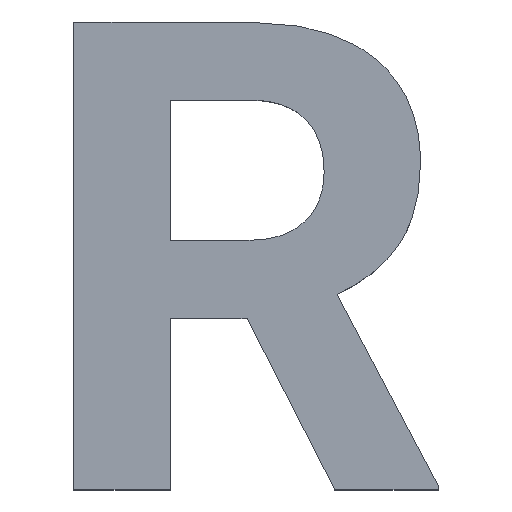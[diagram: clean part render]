
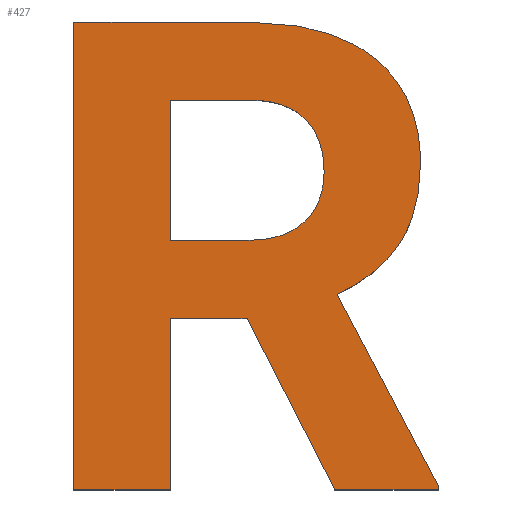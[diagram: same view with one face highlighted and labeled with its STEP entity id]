
A CAD part, top view. The second image highlights one B-rep face of the part: STEP entity #427.
In plain terms, the highlighted planar face has unit normal (0, 0, 1).
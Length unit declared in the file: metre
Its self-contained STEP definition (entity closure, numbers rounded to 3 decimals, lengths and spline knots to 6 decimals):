
#12=B_SPLINE_CURVE_WITH_KNOTS('',2,(#559,#560,#561),.UNSPECIFIED.,.F.,.F.,
(3,3),(0.,1.),.PIECEWISE_BEZIER_KNOTS.);
#14=B_SPLINE_CURVE_WITH_KNOTS('',2,(#576,#577,#578),.UNSPECIFIED.,.F.,.F.,
(3,3),(0.,1.),.PIECEWISE_BEZIER_KNOTS.);
#16=B_SPLINE_CURVE_WITH_KNOTS('',2,(#593,#594,#595),.UNSPECIFIED.,.F.,.F.,
(3,3),(0.,1.),.PIECEWISE_BEZIER_KNOTS.);
#18=B_SPLINE_CURVE_WITH_KNOTS('',2,(#643,#644,#645),.UNSPECIFIED.,.F.,.F.,
(3,3),(0.,1.),.PIECEWISE_BEZIER_KNOTS.);
#20=B_SPLINE_CURVE_WITH_KNOTS('',2,(#660,#661,#662),.UNSPECIFIED.,.F.,.F.,
(3,3),(0.,1.),.PIECEWISE_BEZIER_KNOTS.);
#22=B_SPLINE_CURVE_WITH_KNOTS('',2,(#677,#678,#679),.UNSPECIFIED.,.F.,.F.,
(3,3),(0.,1.),.PIECEWISE_BEZIER_KNOTS.);
#24=B_SPLINE_CURVE_WITH_KNOTS('',2,(#694,#695,#696),.UNSPECIFIED.,.F.,.F.,
(3,3),(0.,1.),.PIECEWISE_BEZIER_KNOTS.);
#26=B_SPLINE_CURVE_WITH_KNOTS('',2,(#732,#733,#734),.UNSPECIFIED.,.F.,.F.,
(3,3),(0.,1.),.PIECEWISE_BEZIER_KNOTS.);
#136=ORIENTED_EDGE('',*,*,#175,.F.);
#137=ORIENTED_EDGE('',*,*,#179,.F.);
#138=ORIENTED_EDGE('',*,*,#182,.F.);
#139=ORIENTED_EDGE('',*,*,#185,.F.);
#140=ORIENTED_EDGE('',*,*,#188,.F.);
#141=ORIENTED_EDGE('',*,*,#191,.F.);
#142=ORIENTED_EDGE('',*,*,#194,.F.);
#143=ORIENTED_EDGE('',*,*,#197,.F.);
#144=ORIENTED_EDGE('',*,*,#200,.F.);
#145=ORIENTED_EDGE('',*,*,#203,.F.);
#146=ORIENTED_EDGE('',*,*,#206,.F.);
#147=ORIENTED_EDGE('',*,*,#209,.F.);
#148=ORIENTED_EDGE('',*,*,#212,.F.);
#149=ORIENTED_EDGE('',*,*,#156,.F.);
#150=ORIENTED_EDGE('',*,*,#160,.F.);
#151=ORIENTED_EDGE('',*,*,#163,.F.);
#152=ORIENTED_EDGE('',*,*,#166,.F.);
#153=ORIENTED_EDGE('',*,*,#169,.F.);
#154=ORIENTED_EDGE('',*,*,#172,.F.);
#155=ORIENTED_EDGE('',*,*,#214,.F.);
#156=EDGE_CURVE('',#216,#217,#256,.T.);
#160=EDGE_CURVE('',#220,#216,#260,.T.);
#163=EDGE_CURVE('',#222,#220,#263,.T.);
#166=EDGE_CURVE('',#224,#222,#12,.T.);
#169=EDGE_CURVE('',#226,#224,#14,.T.);
#172=EDGE_CURVE('',#228,#226,#16,.T.);
#175=EDGE_CURVE('',#230,#231,#269,.T.);
#179=EDGE_CURVE('',#234,#230,#273,.T.);
#182=EDGE_CURVE('',#236,#234,#276,.T.);
#185=EDGE_CURVE('',#238,#236,#279,.T.);
#188=EDGE_CURVE('',#240,#238,#282,.T.);
#191=EDGE_CURVE('',#242,#240,#18,.T.);
#194=EDGE_CURVE('',#244,#242,#20,.T.);
#197=EDGE_CURVE('',#246,#244,#22,.T.);
#200=EDGE_CURVE('',#248,#246,#24,.T.);
#203=EDGE_CURVE('',#250,#248,#289,.T.);
#206=EDGE_CURVE('',#252,#250,#292,.T.);
#209=EDGE_CURVE('',#254,#252,#295,.T.);
#212=EDGE_CURVE('',#231,#254,#298,.T.);
#214=EDGE_CURVE('',#217,#228,#26,.T.);
#216=VERTEX_POINT('',#532);
#217=VERTEX_POINT('',#533);
#220=VERTEX_POINT('',#541);
#222=VERTEX_POINT('',#547);
#224=VERTEX_POINT('',#562);
#226=VERTEX_POINT('',#579);
#228=VERTEX_POINT('',#596);
#230=VERTEX_POINT('',#604);
#231=VERTEX_POINT('',#605);
#234=VERTEX_POINT('',#613);
#236=VERTEX_POINT('',#619);
#238=VERTEX_POINT('',#625);
#240=VERTEX_POINT('',#631);
#242=VERTEX_POINT('',#646);
#244=VERTEX_POINT('',#663);
#246=VERTEX_POINT('',#680);
#248=VERTEX_POINT('',#697);
#250=VERTEX_POINT('',#705);
#252=VERTEX_POINT('',#711);
#254=VERTEX_POINT('',#717);
#256=LINE('',#531,#300);
#260=LINE('',#540,#304);
#263=LINE('',#546,#307);
#269=LINE('',#603,#313);
#273=LINE('',#612,#317);
#276=LINE('',#618,#320);
#279=LINE('',#624,#323);
#282=LINE('',#630,#326);
#289=LINE('',#704,#333);
#292=LINE('',#710,#336);
#295=LINE('',#716,#339);
#298=LINE('',#722,#342);
#300=VECTOR('',#459,1.);
#304=VECTOR('',#465,1.);
#307=VECTOR('',#470,1.);
#313=VECTOR('',#478,1.);
#317=VECTOR('',#484,1.);
#320=VECTOR('',#489,1.);
#323=VECTOR('',#494,1.);
#326=VECTOR('',#499,1.);
#333=VECTOR('',#508,1.);
#336=VECTOR('',#513,1.);
#339=VECTOR('',#518,1.);
#342=VECTOR('',#523,1.);
#366=EDGE_LOOP('',(#136,#137,#138,#139,#140,#141,#142,#143,#144,#145,#146,
#147,#148));
#367=EDGE_LOOP('',(#149,#150,#151,#152,#153,#154,#155));
#390=FACE_BOUND('',#366,.T.);
#391=FACE_BOUND('',#367,.T.);
#405=PLANE('',#454);
#427=ADVANCED_FACE('',(#390,#391),#405,.T.);
#454=AXIS2_PLACEMENT_3D('',#739,#527,#528);
#459=DIRECTION('',(1.,0.,0.));
#465=DIRECTION('',(0.,-1.,0.));
#470=DIRECTION('',(-1.,0.,0.));
#478=DIRECTION('',(-1.,0.,0.));
#484=DIRECTION('',(-0.456,0.89,0.));
#489=DIRECTION('',(-1.,0.,0.));
#494=DIRECTION('',(0.,-1.,0.));
#499=DIRECTION('',(0.468,-0.884,0.));
#508=DIRECTION('',(1.,0.,0.));
#513=DIRECTION('',(0.,1.,0.));
#518=DIRECTION('',(-1.,0.,0.));
#523=DIRECTION('',(0.,-1.,0.));
#527=DIRECTION('',(0.,0.,1.));
#528=DIRECTION('',(1.,0.,0.));
#531=CARTESIAN_POINT('',(0.203807,-0.031579,0.0095));
#532=CARTESIAN_POINT('',(0.203599,-0.031579,0.0095));
#533=CARTESIAN_POINT('',(0.204015,-0.031579,0.0095));
#540=CARTESIAN_POINT('',(0.203599,-0.031203,0.0095));
#541=CARTESIAN_POINT('',(0.203599,-0.030828,0.0095));
#546=CARTESIAN_POINT('',(0.203806,-0.030828,0.0095));
#547=CARTESIAN_POINT('',(0.204013,-0.030828,0.0095));
#559=CARTESIAN_POINT('',(0.204321,-0.03093,0.0095));
#560=CARTESIAN_POINT('',(0.204221,-0.030828,0.0095));
#561=CARTESIAN_POINT('',(0.204013,-0.030828,0.0095));
#562=CARTESIAN_POINT('',(0.204321,-0.03093,0.0095));
#576=CARTESIAN_POINT('',(0.204422,-0.031208,0.0095));
#577=CARTESIAN_POINT('',(0.204422,-0.031031,0.0095));
#578=CARTESIAN_POINT('',(0.204321,-0.03093,0.0095));
#579=CARTESIAN_POINT('',(0.204422,-0.031208,0.0095));
#593=CARTESIAN_POINT('',(0.204315,-0.03148,0.0095));
#594=CARTESIAN_POINT('',(0.204422,-0.031381,0.0095));
#595=CARTESIAN_POINT('',(0.204422,-0.031208,0.0095));
#596=CARTESIAN_POINT('',(0.204315,-0.03148,0.0095));
#603=CARTESIAN_POINT('',(0.203805,-0.031995,0.0095));
#604=CARTESIAN_POINT('',(0.20401,-0.031995,0.0095));
#605=CARTESIAN_POINT('',(0.203599,-0.031995,0.0095));
#612=CARTESIAN_POINT('',(0.204244,-0.032453,0.0095));
#613=CARTESIAN_POINT('',(0.204478,-0.032911,0.0095));
#618=CARTESIAN_POINT('',(0.204754,-0.032911,0.0095));
#619=CARTESIAN_POINT('',(0.205031,-0.032911,0.0095));
#624=CARTESIAN_POINT('',(0.205031,-0.032899,0.0095));
#625=CARTESIAN_POINT('',(0.205031,-0.032886,0.0095));
#630=CARTESIAN_POINT('',(0.204761,-0.032376,0.0095));
#631=CARTESIAN_POINT('',(0.20449,-0.031865,0.0095));
#643=CARTESIAN_POINT('',(0.204826,-0.031593,0.0095));
#644=CARTESIAN_POINT('',(0.204715,-0.031764,0.0095));
#645=CARTESIAN_POINT('',(0.20449,-0.031865,0.0095));
#646=CARTESIAN_POINT('',(0.204826,-0.031593,0.0095));
#660=CARTESIAN_POINT('',(0.204936,-0.031167,0.0095));
#661=CARTESIAN_POINT('',(0.204936,-0.031423,0.0095));
#662=CARTESIAN_POINT('',(0.204826,-0.031593,0.0095));
#663=CARTESIAN_POINT('',(0.204936,-0.031167,0.0095));
#677=CARTESIAN_POINT('',(0.204696,-0.030609,0.0095));
#678=CARTESIAN_POINT('',(0.204936,-0.030806,0.0095));
#679=CARTESIAN_POINT('',(0.204936,-0.031167,0.0095));
#680=CARTESIAN_POINT('',(0.204696,-0.030609,0.0095));
#694=CARTESIAN_POINT('',(0.204013,-0.030411,0.0095));
#695=CARTESIAN_POINT('',(0.204456,-0.030411,0.0095));
#696=CARTESIAN_POINT('',(0.204696,-0.030609,0.0095));
#697=CARTESIAN_POINT('',(0.204013,-0.030411,0.0095));
#704=CARTESIAN_POINT('',(0.203549,-0.030411,0.0095));
#705=CARTESIAN_POINT('',(0.203084,-0.030411,0.0095));
#710=CARTESIAN_POINT('',(0.203084,-0.031661,0.0095));
#711=CARTESIAN_POINT('',(0.203084,-0.032911,0.0095));
#716=CARTESIAN_POINT('',(0.203342,-0.032911,0.0095));
#717=CARTESIAN_POINT('',(0.203599,-0.032911,0.0095));
#722=CARTESIAN_POINT('',(0.203599,-0.032453,0.0095));
#732=CARTESIAN_POINT('',(0.204015,-0.031579,0.0095));
#733=CARTESIAN_POINT('',(0.204209,-0.031579,0.0095));
#734=CARTESIAN_POINT('',(0.204315,-0.03148,0.0095));
#739=CARTESIAN_POINT('',(0.104891,-0.015824,0.0095));
